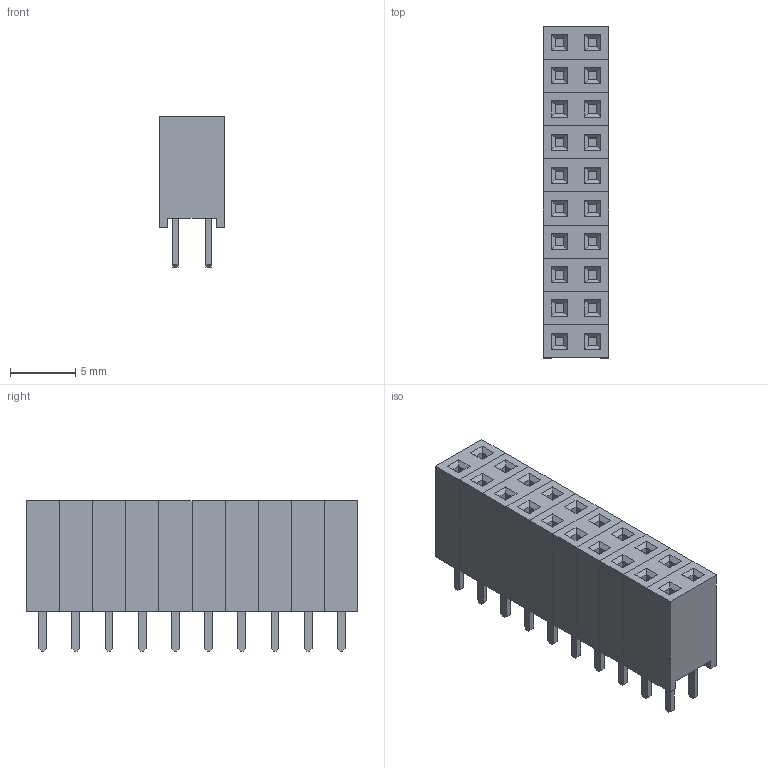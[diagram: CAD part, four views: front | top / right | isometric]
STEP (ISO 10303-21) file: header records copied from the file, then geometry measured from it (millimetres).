
FILE_DESCRIPTION(/* description */ (''),/* implementation_level */ '2;1');
FILE_NAME(/* name */ 'PBD-20.step',/* time_stamp */ '2021-11-04T17:04:28+03:00',/* author */ (''),/* organization */ (''),/* preprocessor_version */ 'ST-DEVELOPER v18.1',/* originating_system */ 'Autodesk Translation Framework v10.10.0.1391',/* authorisation */ '');
FILE_SCHEMA (('AUTOMOTIVE_DESIGN { 1 0 10303 214 3 1 1 }'));
Length unit declared in the file: millimetre
Products named in the file (1): PBD-20
Bounding box: 5 x 25.4 x 11.5 mm (x, y, z)
Volume: 973.6 mm3; surface area: 1975 mm2
Topology: 30 solids, 30 shells, 440 faces, 1000 edges, 640 vertices
Faces by surface type: plane 440
Entity records: 11982 total; most frequent: CARTESIAN_POINT 2081, ORIENTED_EDGE 2000, DIRECTION 1882, LINE 1000, VECTOR 1000, EDGE_CURVE 1000, VERTEX_POINT 640, EDGE_LOOP 460
